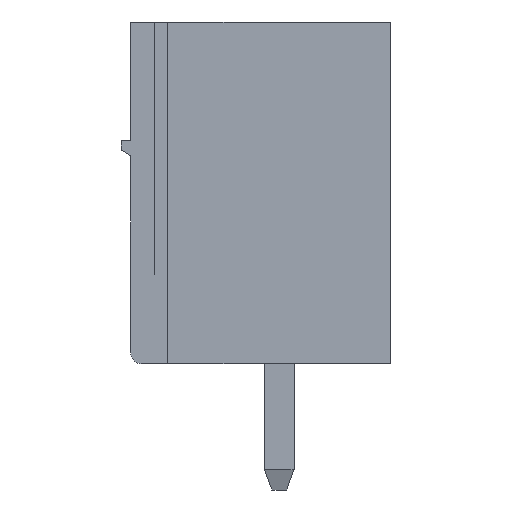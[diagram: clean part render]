
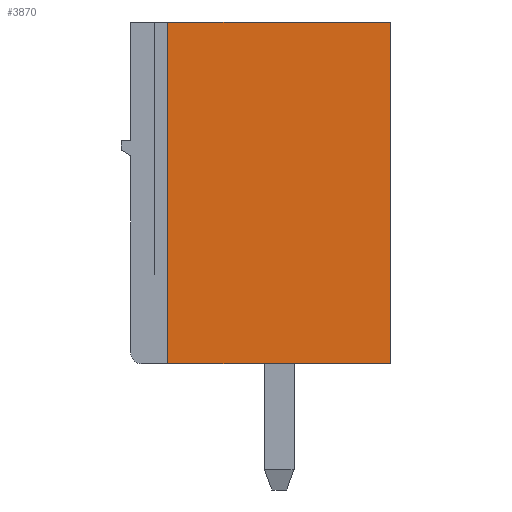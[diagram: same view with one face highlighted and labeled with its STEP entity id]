
A CAD part, left-side view. The second image highlights one B-rep face of the part: STEP entity #3870.
In plain terms, the highlighted planar face has unit normal (-1, 0, 0).
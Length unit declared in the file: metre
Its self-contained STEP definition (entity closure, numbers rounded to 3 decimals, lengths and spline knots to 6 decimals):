
#3870=ADVANCED_FACE('',(#7902),#7903,.F.);
#7902=FACE_OUTER_BOUND('',#11960,.T.);
#7903=PLANE('',#11961);
#11960=EDGE_LOOP('',(#23540,#23541,#23542,#23543));
#11961=AXIS2_PLACEMENT_3D('',#23544,#23545,#23546);
#23540=ORIENTED_EDGE('',*,*,#24345,.F.);
#23541=ORIENTED_EDGE('',*,*,#23904,.F.);
#23542=ORIENTED_EDGE('',*,*,#28363,.T.);
#23543=ORIENTED_EDGE('',*,*,#24515,.T.);
#23544=CARTESIAN_POINT('',(-1.091827,0.00386,0.000933));
#23545=DIRECTION('',(1.0,0.,0.));
#23546=DIRECTION('',(0.0,0.,1.0));
#23904=EDGE_CURVE('',#28525,#28520,#28527,.T.);
#24345=EDGE_CURVE('',#28520,#29407,#29408,.T.);
#24515=EDGE_CURVE('',#29711,#29407,#29712,.T.);
#28363=EDGE_CURVE('',#28525,#29711,#35045,.T.);
#28520=VERTEX_POINT('',#35244);
#28525=VERTEX_POINT('',#35252);
#28527=LINE('',#35255,#35256);
#29407=VERTEX_POINT('',#36509);
#29408=LINE('',#36510,#36511);
#29711=VERTEX_POINT('',#36975);
#29712=LINE('',#36976,#36977);
#35045=LINE('',#44824,#44825);
#35244=CARTESIAN_POINT('',(-1.091827,0.00386,0.000933));
#35252=CARTESIAN_POINT('',(-1.091827,0.00986,0.000933));
#35255=CARTESIAN_POINT('',(-1.091827,0.00386,0.000933));
#35256=VECTOR('',#44986,1.0);
#36509=CARTESIAN_POINT('',(-1.091827,0.00386,-0.008267));
#36510=CARTESIAN_POINT('',(-1.091827,0.00386,0.000933));
#36511=VECTOR('',#45558,1.0);
#36975=CARTESIAN_POINT('',(-1.091827,0.00986,-0.008267));
#36976=CARTESIAN_POINT('',(-1.091827,0.00386,-0.008267));
#36977=VECTOR('',#45741,1.0);
#44824=CARTESIAN_POINT('',(-1.091827,0.00986,0.000933));
#44825=VECTOR('',#48586,1.0);
#44986=DIRECTION('',(0.,-1.0,0.));
#45558=DIRECTION('',(0.,0.,-1.0));
#45741=DIRECTION('',(0.,-1.0,0.));
#48586=DIRECTION('',(0.,0.,-1.0));
